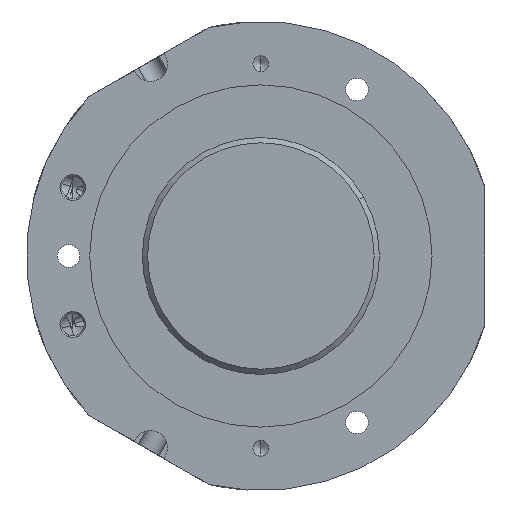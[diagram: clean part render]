
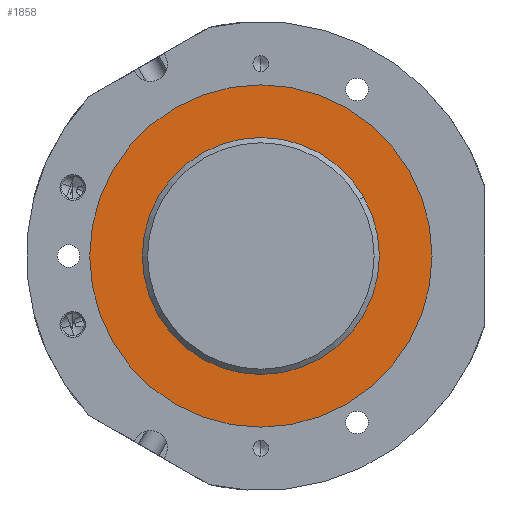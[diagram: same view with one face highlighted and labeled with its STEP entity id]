
A CAD part, front view. The second image highlights one B-rep face of the part: STEP entity #1858.
In plain terms, the highlighted planar face has unit normal (0, -1, 0).
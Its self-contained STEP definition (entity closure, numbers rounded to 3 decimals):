
#1858 = ADVANCED_FACE( '', ( #5340, #5341 ), #5342, .F. );
#2660 = EDGE_CURVE( '', #4828, #5018, #6234, .T. );
#3066 = VERTEX_POINT( '', #6681 );
#3782 = EDGE_CURVE( '', #5018, #4828, #7486, .T. );
#4778 = EDGE_CURVE( '', #4898, #3066, #8590, .T. );
#4828 = VERTEX_POINT( '', #8643 );
#4898 = VERTEX_POINT( '', #8718 );
#4998 = EDGE_CURVE( '', #3066, #4898, #8831, .T. );
#5018 = VERTEX_POINT( '', #8853 );
#5340 = FACE_BOUND( '', #9221, .T. );
#5341 = FACE_OUTER_BOUND( '', #9222, .T. );
#5342 = PLANE( '', #9223 );
#6234 = CIRCLE( '', #10581, 65. );
#6681 = CARTESIAN_POINT( '', ( -38.971, 8., -22.5 ) );
#7486 = CIRCLE( '', #12546, 65. );
#8590 = CIRCLE( '', #14284, 45. );
#8643 = CARTESIAN_POINT( '', ( 56.292, 8., 32.5 ) );
#8718 = CARTESIAN_POINT( '', ( 38.971, 8., 22.5 ) );
#8831 = CIRCLE( '', #14674, 45. );
#8853 = CARTESIAN_POINT( '', ( -56.292, 8., -32.5 ) );
#9221 = EDGE_LOOP( '', ( #15137, #15138 ) );
#9222 = EDGE_LOOP( '', ( #15139, #15140 ) );
#9223 = AXIS2_PLACEMENT_3D( '', #15141, #15142, #15143 );
#10581 = AXIS2_PLACEMENT_3D( '', #16173, #16174, #16175 );
#12546 = AXIS2_PLACEMENT_3D( '', #17630, #17631, #17632 );
#14284 = AXIS2_PLACEMENT_3D( '', #18870, #18871, #18872 );
#14674 = AXIS2_PLACEMENT_3D( '', #19146, #19147, #19148 );
#15137 = ORIENTED_EDGE( '', *, *, #4778, .T. );
#15138 = ORIENTED_EDGE( '', *, *, #4998, .T. );
#15139 = ORIENTED_EDGE( '', *, *, #2660, .F. );
#15140 = ORIENTED_EDGE( '', *, *, #3782, .F. );
#15141 = CARTESIAN_POINT( '', ( 47.631, 8., 27.5 ) );
#15142 = DIRECTION( '', ( 0., 1., 0. ) );
#15143 = DIRECTION( '', ( 0.866, 0., 0.5 ) );
#16173 = CARTESIAN_POINT( '', ( 0., 8., 0. ) );
#16174 = DIRECTION( '', ( 0., 1., 0. ) );
#16175 = DIRECTION( '', ( 0.866, 0., 0.5 ) );
#17630 = CARTESIAN_POINT( '', ( 0., 8., 0. ) );
#17631 = DIRECTION( '', ( 0., 1., 0. ) );
#17632 = DIRECTION( '', ( 0.866, 0., 0.5 ) );
#18870 = CARTESIAN_POINT( '', ( 0., 8., 0. ) );
#18871 = DIRECTION( '', ( 0., 1., 0. ) );
#18872 = DIRECTION( '', ( 0.866, 0., 0.5 ) );
#19146 = CARTESIAN_POINT( '', ( 0., 8., 0. ) );
#19147 = DIRECTION( '', ( 0., 1., 0. ) );
#19148 = DIRECTION( '', ( 0.866, 0., 0.5 ) );
